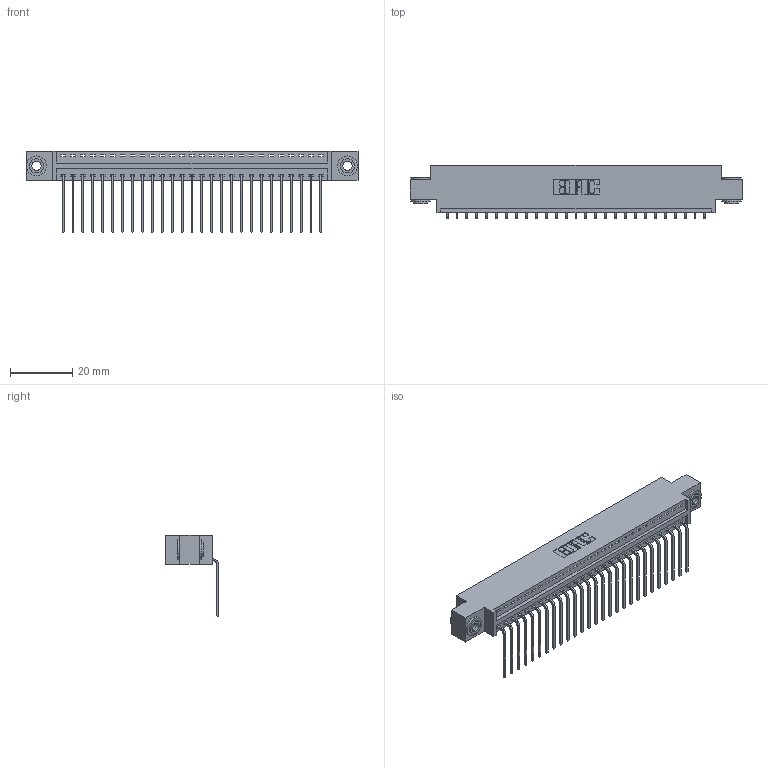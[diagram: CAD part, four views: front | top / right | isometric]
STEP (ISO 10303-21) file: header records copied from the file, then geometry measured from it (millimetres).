
FILE_DESCRIPTION (( 'STEP AP203' ), '1' );
FILE_NAME ('346-027-559-603.STEP', '2018-08-22T00:33:22', ( '' ), ( '' ), 'SwSTEP 2.0', 'SolidWorks 2016', '' );
FILE_SCHEMA (( 'CONFIG_CONTROL_DESIGN' ));
Length unit declared in the file: inch
Products named in the file (4): 345-250-002_345-250-002-102; 346-027-559-603; 346 Part_0.170 Offset - 0.156 Dia-TH; 345-292-001_558 559 Tail - 1
Assembly tree (30 placements, depth 2):
  346-027-559-603
    346 Part_0.170 Offset - 0.156 Dia-TH
    345-292-001_558 559 Tail - 1  x27
    345-250-002_345-250-002-102  x2
Bounding box: 106.3 x 17.08 x 26.16 mm (x, y, z)
Volume: 10026.6 mm3; surface area: 13286.2 mm2
Topology: 30 solids, 30 shells, 1784 faces, 5331 edges, 3514 vertices
Faces by surface type: plane 1224, cylinder 552, cone 8
Entity records: 19642 total; most frequent: CARTESIAN_POINT 3352, ORIENTED_EDGE 3306, DIRECTION 3005, EDGE_CURVE 1653, VECTOR 1389, LINE 1389, VERTEX_POINT 1098, AXIS2_PLACEMENT_3D 808
